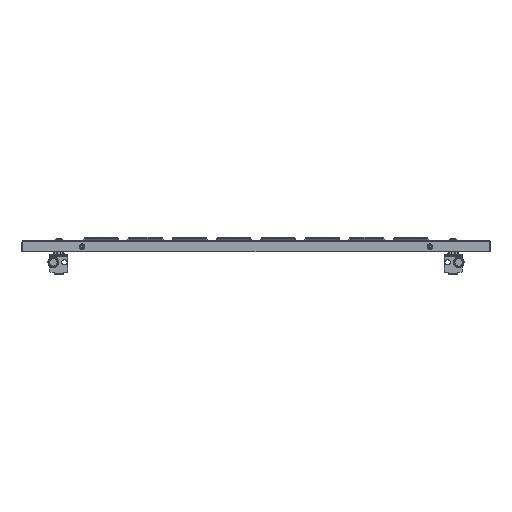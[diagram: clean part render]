
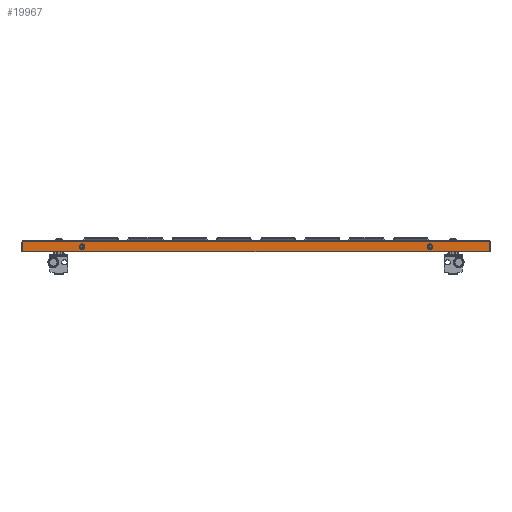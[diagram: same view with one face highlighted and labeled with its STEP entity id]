
A CAD part, front view. The second image highlights one B-rep face of the part: STEP entity #19967.
In plain terms, the highlighted face is planar.
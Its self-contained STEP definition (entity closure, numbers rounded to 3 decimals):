
#459 = EDGE_CURVE ( 'NONE', #19124, #19134, #23397, .T. ) ;
#460 = EDGE_CURVE ( 'NONE', #19127, #19128, #23392, .T. ) ;
#464 = EDGE_CURVE ( 'NONE', #19125, #19122, #23407, .T. ) ;
#469 = EDGE_CURVE ( 'NONE', #19122, #19128, #23417, .T. ) ;
#866 = CARTESIAN_POINT ( 'NONE',  ( 395.499, 37.5, -20. ) ) ;
#867 = CARTESIAN_POINT ( 'NONE',  ( 394.75, 37.5, -2.25 ) ) ;
#868 = CARTESIAN_POINT ( 'NONE',  ( 395.499, 37.5, -2.25 ) ) ;
#870 = CARTESIAN_POINT ( 'NONE',  ( -395.499, 37.5, -2.25 ) ) ;
#871 = CARTESIAN_POINT ( 'NONE',  ( -395.499, 37.5, -20. ) ) ;
#877 = CARTESIAN_POINT ( 'NONE',  ( -394.75, 37.5, -2.25 ) ) ;
#2477 = VERTEX_POINT ( 'NONE', #8837 ) ;
#2478 = VERTEX_POINT ( 'NONE', #8834 ) ;
#2481 = VERTEX_POINT ( 'NONE', #8821 ) ;
#2482 = VERTEX_POINT ( 'NONE', #8820 ) ;
#4696 = AXIS2_PLACEMENT_3D ( 'NONE', #5962, #5963, #5964 ) ;
#4698 = AXIS2_PLACEMENT_3D ( 'NONE', #5971, #5972, #5973 ) ;
#5373 = CARTESIAN_POINT ( 'NONE',  ( -394.75, 37.5, -2.25 ) ) ;
#5376 = DIRECTION ( 'NONE',  ( -1., 0., 0. ) ) ;
#5378 = DIRECTION ( 'NONE',  ( 1., 0., 0. ) ) ;
#5380 = CARTESIAN_POINT ( 'NONE',  ( 295., 37.5, -11. ) ) ;
#5381 = DIRECTION ( 'NONE',  ( 0., 1., 0. ) ) ;
#5383 = DIRECTION ( 'NONE',  ( 0., 0., 1. ) ) ;
#5386 = CARTESIAN_POINT ( 'NONE',  ( 394.75, 37.5, -2.25 ) ) ;
#5387 = CARTESIAN_POINT ( 'NONE',  ( -295., 37.5, -11. ) ) ;
#5388 = DIRECTION ( 'NONE',  ( 0., 1., 0. ) ) ;
#5390 = DIRECTION ( 'NONE',  ( 0., 0., 1. ) ) ;
#5962 = CARTESIAN_POINT ( 'NONE',  ( 295., 37.5, -11. ) ) ;
#5963 = DIRECTION ( 'NONE',  ( 0., 1., 0. ) ) ;
#5964 = DIRECTION ( 'NONE',  ( 0., 0., 1. ) ) ;
#5971 = CARTESIAN_POINT ( 'NONE',  ( -295., 37.5, -11. ) ) ;
#5972 = DIRECTION ( 'NONE',  ( 0., 1., 0. ) ) ;
#5973 = DIRECTION ( 'NONE',  ( 0., 0., 1. ) ) ;
#7378 = CIRCLE ( 'NONE', #4696, 4. ) ;
#7381 = CIRCLE ( 'NONE', #4698, 4. ) ;
#8820 = CARTESIAN_POINT ( 'NONE',  ( -295., 37.5, -7. ) ) ;
#8821 = CARTESIAN_POINT ( 'NONE',  ( -295., 37.5, -15. ) ) ;
#8834 = CARTESIAN_POINT ( 'NONE',  ( 295., 37.5, -7. ) ) ;
#8837 = CARTESIAN_POINT ( 'NONE',  ( 295., 37.5, -15. ) ) ;
#13130 = FACE_BOUND ( 'NONE', #13781, .T. ) ;
#13131 = FACE_OUTER_BOUND ( 'NONE', #13779, .T. ) ;
#13133 = FACE_BOUND ( 'NONE', #13784, .T. ) ;
#13779 = EDGE_LOOP ( 'NONE', ( #14134, #14136, #14138, #14140, #14142, #14144 ) ) ;
#13781 = EDGE_LOOP ( 'NONE', ( #14126, #14128 ) ) ;
#13784 = EDGE_LOOP ( 'NONE', ( #14130, #14132 ) ) ;
#14126 = ORIENTED_EDGE ( 'NONE', *, *, #14850, .F. ) ;
#14128 = ORIENTED_EDGE ( 'NONE', *, *, #26096, .F. ) ;
#14130 = ORIENTED_EDGE ( 'NONE', *, *, #14851, .F. ) ;
#14132 = ORIENTED_EDGE ( 'NONE', *, *, #26100, .F. ) ;
#14134 = ORIENTED_EDGE ( 'NONE', *, *, #459, .F. ) ;
#14136 = ORIENTED_EDGE ( 'NONE', *, *, #14852, .T. ) ;
#14138 = ORIENTED_EDGE ( 'NONE', *, *, #464, .T. ) ;
#14140 = ORIENTED_EDGE ( 'NONE', *, *, #469, .T. ) ;
#14142 = ORIENTED_EDGE ( 'NONE', *, *, #460, .F. ) ;
#14144 = ORIENTED_EDGE ( 'NONE', *, *, #14849, .F. ) ;
#14533 = DIRECTION ( 'NONE',  ( 0., -1., 0. ) ) ;
#14539 = CARTESIAN_POINT ( 'NONE',  ( 0., 37.5, 0. ) ) ;
#14541 = PLANE ( 'NONE',  #22113 ) ;
#14543 = DIRECTION ( 'NONE',  ( 0., 0., -1. ) ) ;
#14849 = EDGE_CURVE ( 'NONE', #19134, #19127, #21460, .T. ) ;
#14850 = EDGE_CURVE ( 'NONE', #2478, #2477, #21463, .T. ) ;
#14851 = EDGE_CURVE ( 'NONE', #2482, #2481, #21447, .T. ) ;
#14852 = EDGE_CURVE ( 'NONE', #19124, #19125, #21467, .T. ) ;
#19122 = VERTEX_POINT ( 'NONE', #866 ) ;
#19124 = VERTEX_POINT ( 'NONE', #867 ) ;
#19125 = VERTEX_POINT ( 'NONE', #868 ) ;
#19127 = VERTEX_POINT ( 'NONE', #870 ) ;
#19128 = VERTEX_POINT ( 'NONE', #871 ) ;
#19134 = VERTEX_POINT ( 'NONE', #877 ) ;
#19967 = ADVANCED_FACE ( 'NONE', ( #13130, #13133, #13131 ), #14541, .F. ) ;
#20232 = DIRECTION ( 'NONE',  ( -1., 0., 0. ) ) ;
#20233 = CARTESIAN_POINT ( 'NONE',  ( 0., 37.5, -20. ) ) ;
#20243 = DIRECTION ( 'NONE',  ( 0., 0., -1. ) ) ;
#20246 = CARTESIAN_POINT ( 'NONE',  ( 395.499, 37.5, -2.25 ) ) ;
#20255 = DIRECTION ( 'NONE',  ( 0., 0., -1. ) ) ;
#20256 = DIRECTION ( 'NONE',  ( -1., 0., 0. ) ) ;
#20258 = CARTESIAN_POINT ( 'NONE',  ( -394.75, 37.5, -2.25 ) ) ;
#20265 = CARTESIAN_POINT ( 'NONE',  ( -395.499, 37.5, -2.25 ) ) ;
#20995 = AXIS2_PLACEMENT_3D ( 'NONE', #5380, #5381, #5383 ) ;
#21447 = CIRCLE ( 'NONE', #26598, 4. ) ;
#21460 = LINE ( 'NONE', #5373, #21465 ) ;
#21463 = CIRCLE ( 'NONE', #20995, 4. ) ;
#21465 = VECTOR ( 'NONE', #5376, 1000. ) ;
#21467 = LINE ( 'NONE', #5386, #21470 ) ;
#21470 = VECTOR ( 'NONE', #5378, 1000. ) ;
#22113 = AXIS2_PLACEMENT_3D ( 'NONE', #14539, #14533, #14543 ) ;
#23392 = LINE ( 'NONE', #20265, #23402 ) ;
#23397 = LINE ( 'NONE', #20258, #23400 ) ;
#23400 = VECTOR ( 'NONE', #20256, 1000. ) ;
#23402 = VECTOR ( 'NONE', #20255, 1000. ) ;
#23407 = LINE ( 'NONE', #20246, #23410 ) ;
#23410 = VECTOR ( 'NONE', #20243, 1000. ) ;
#23417 = LINE ( 'NONE', #20233, #23420 ) ;
#23420 = VECTOR ( 'NONE', #20232, 1000. ) ;
#26096 = EDGE_CURVE ( 'NONE', #2477, #2478, #7378, .T. ) ;
#26100 = EDGE_CURVE ( 'NONE', #2481, #2482, #7381, .T. ) ;
#26598 = AXIS2_PLACEMENT_3D ( 'NONE', #5387, #5388, #5390 ) ;
